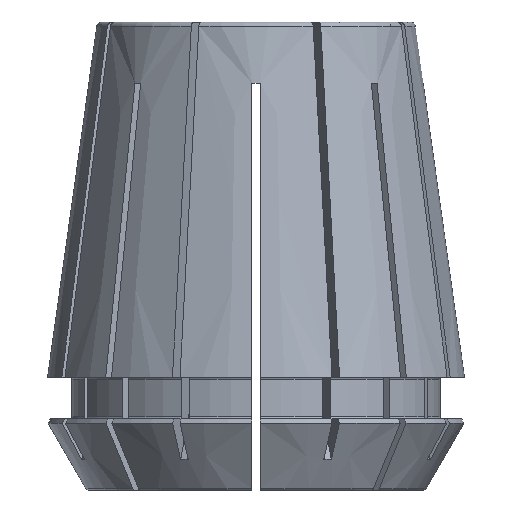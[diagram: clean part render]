
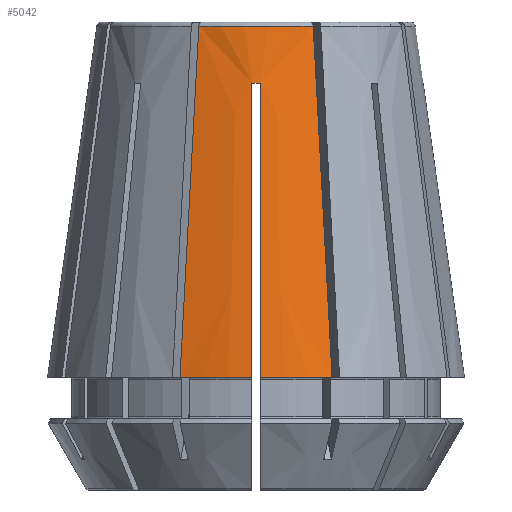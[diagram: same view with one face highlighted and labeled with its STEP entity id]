
A CAD part, front view. The second image highlights one B-rep face of the part: STEP entity #5042.
In plain terms, the highlighted conical face has half-angle 8 degrees and reference radius 20.5 mm.
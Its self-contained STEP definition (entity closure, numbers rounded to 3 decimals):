
#828=(
BOUNDED_CURVE()
B_SPLINE_CURVE(2,(#8444,#8445,#8446),.UNSPECIFIED.,.F.,.U.)
B_SPLINE_CURVE_WITH_KNOTS((3,3),(0.058,34.866),
 .UNSPECIFIED.)
CURVE()
GEOMETRIC_REPRESENTATION_ITEM()
RATIONAL_B_SPLINE_CURVE((1.,1.009,1.))
REPRESENTATION_ITEM('')
);
#863=(
BOUNDED_CURVE()
B_SPLINE_CURVE(2,(#9705,#9706,#9707),.UNSPECIFIED.,.F.,.U.)
B_SPLINE_CURVE_WITH_KNOTS((3,3),(0.046,29.23),
 .UNSPECIFIED.)
CURVE()
GEOMETRIC_REPRESENTATION_ITEM()
RATIONAL_B_SPLINE_CURVE((1.,1.006,1.))
REPRESENTATION_ITEM('')
);
#864=(
BOUNDED_CURVE()
B_SPLINE_CURVE(2,(#9708,#9709,#9710),.UNSPECIFIED.,.F.,.U.)
B_SPLINE_CURVE_WITH_KNOTS((3,3),(0.046,29.23),
 .UNSPECIFIED.)
CURVE()
GEOMETRIC_REPRESENTATION_ITEM()
RATIONAL_B_SPLINE_CURVE((1.,1.006,1.))
REPRESENTATION_ITEM('')
);
#865=(
BOUNDED_CURVE()
B_SPLINE_CURVE(2,(#9714,#9715,#9716),.UNSPECIFIED.,.F.,.U.)
B_SPLINE_CURVE_WITH_KNOTS((3,3),(0.045,34.852),
 .UNSPECIFIED.)
CURVE()
GEOMETRIC_REPRESENTATION_ITEM()
RATIONAL_B_SPLINE_CURVE((1.,1.009,1.))
REPRESENTATION_ITEM('')
);
#915=CONICAL_SURFACE('',#5491,20.5,0.14);
#1028=CIRCLE('',#5332,16.438);
#1065=CIRCLE('',#5405,15.656);
#1111=CIRCLE('',#5490,20.5);
#1112=CIRCLE('',#5492,20.5);
#1442=VERTEX_POINT('',#8443);
#1443=VERTEX_POINT('',#8447);
#1453=VERTEX_POINT('',#8518);
#1454=VERTEX_POINT('',#8519);
#1572=VERTEX_POINT('',#9289);
#1626=VERTEX_POINT('',#9702);
#1627=VERTEX_POINT('',#9711);
#1628=VERTEX_POINT('',#9713);
#2179=EDGE_CURVE('',#1442,#1443,#828,.F.);
#2191=EDGE_CURVE('',#1453,#1454,#1028,.F.);
#2348=EDGE_CURVE('',#1443,#1572,#1065,.F.);
#2451=EDGE_CURVE('',#1442,#1626,#1111,.F.);
#2452=EDGE_CURVE('',#1454,#1626,#863,.F.);
#2453=EDGE_CURVE('',#1453,#1627,#864,.F.);
#2454=EDGE_CURVE('',#1627,#1628,#1112,.T.);
#2455=EDGE_CURVE('',#1628,#1572,#865,.T.);
#3447=ORIENTED_EDGE('',*,*,#2179,.F.);
#3448=ORIENTED_EDGE('',*,*,#2451,.T.);
#3449=ORIENTED_EDGE('',*,*,#2452,.F.);
#3450=ORIENTED_EDGE('',*,*,#2191,.F.);
#3451=ORIENTED_EDGE('',*,*,#2453,.T.);
#3452=ORIENTED_EDGE('',*,*,#2454,.T.);
#3453=ORIENTED_EDGE('',*,*,#2455,.T.);
#3454=ORIENTED_EDGE('',*,*,#2348,.F.);
#4490=EDGE_LOOP('',(#3447,#3448,#3449,#3450,#3451,#3452,#3453,#3454));
#4766=FACE_BOUND('',#4490,.T.);
#5042=ADVANCED_FACE('',(#4766),#915,.T.);
#5332=AXIS2_PLACEMENT_3D('',#8517,#6075,#6076);
#5405=AXIS2_PLACEMENT_3D('',#9288,#6271,#6272);
#5490=AXIS2_PLACEMENT_3D('',#9703,#6446,#6447);
#5491=AXIS2_PLACEMENT_3D('',#9704,#6448,#6449);
#5492=AXIS2_PLACEMENT_3D('',#9712,#6450,#6451);
#6075=DIRECTION('',(0.,0.,1.));
#6076=DIRECTION('',(-16.438,0.,0.));
#6271=DIRECTION('',(0.,0.,-1.));
#6272=DIRECTION('',(-15.656,0.,0.));
#6446=DIRECTION('',(0.,0.,-1.));
#6447=DIRECTION('',(-20.5,0.,0.));
#6448=DIRECTION('',(0.,0.,-1.));
#6449=DIRECTION('',(-20.5,0.,0.));
#6450=DIRECTION('',(0.,0.,1.));
#6451=DIRECTION('',(-20.5,0.,0.));
#8443=CARTESIAN_POINT('',(-7.474,-19.089,11.3));
#8444=CARTESIAN_POINT('',(-5.62,-14.612,45.77));
#8445=CARTESIAN_POINT('',(-6.423,-16.551,30.845));
#8446=CARTESIAN_POINT('',(-7.474,-19.089,11.3));
#8447=CARTESIAN_POINT('',(-5.62,-14.612,45.77));
#8517=CARTESIAN_POINT('',(0.,0.,40.2));
#8518=CARTESIAN_POINT('',(0.4,-16.434,40.2));
#8519=CARTESIAN_POINT('',(-0.4,-16.434,40.2));
#9288=CARTESIAN_POINT('',(0.,0.,45.77));
#9289=CARTESIAN_POINT('',(5.62,-14.612,45.77));
#9702=CARTESIAN_POINT('',(-0.4,-20.496,11.3));
#9703=CARTESIAN_POINT('',(0.,0.,11.3));
#9704=CARTESIAN_POINT('',(0.,0.,11.3));
#9705=CARTESIAN_POINT('',(-0.4,-20.496,11.3));
#9706=CARTESIAN_POINT('',(-0.4,-18.241,27.34));
#9707=CARTESIAN_POINT('',(-0.4,-16.434,40.2));
#9708=CARTESIAN_POINT('',(0.4,-20.496,11.3));
#9709=CARTESIAN_POINT('',(0.4,-18.241,27.34));
#9710=CARTESIAN_POINT('',(0.4,-16.434,40.2));
#9711=CARTESIAN_POINT('',(0.4,-20.496,11.3));
#9712=CARTESIAN_POINT('',(0.,0.,11.3));
#9713=CARTESIAN_POINT('',(7.474,-19.089,11.3));
#9714=CARTESIAN_POINT('',(7.474,-19.089,11.3));
#9715=CARTESIAN_POINT('',(6.423,-16.551,30.845));
#9716=CARTESIAN_POINT('',(5.62,-14.612,45.77));
